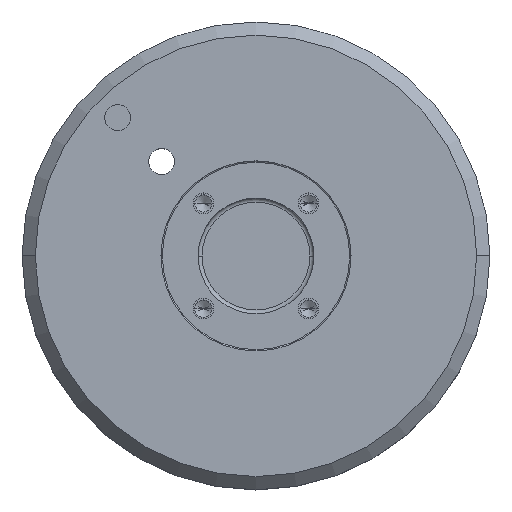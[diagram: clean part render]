
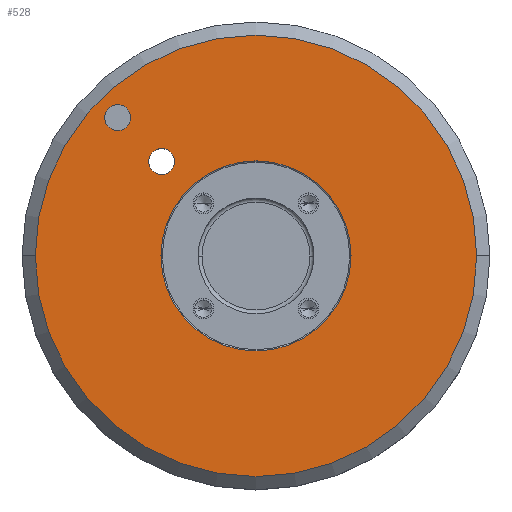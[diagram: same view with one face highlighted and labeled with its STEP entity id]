
A CAD part, top view. The second image highlights one B-rep face of the part: STEP entity #528.
In plain terms, the highlighted planar face has unit normal (0, 0, 1).
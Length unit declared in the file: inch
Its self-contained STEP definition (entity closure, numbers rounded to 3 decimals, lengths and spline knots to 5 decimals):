
#12 = CARTESIAN_POINT ( 'NONE',  ( -1.67, 0., 0.827 ) ) ;
#33 = CARTESIAN_POINT ( 'NONE',  ( -0.61575, 0.71418, 0.827 ) ) ;
#79 = DIRECTION ( 'NONE',  ( 1., 0., 0. ) ) ;
#204 = CARTESIAN_POINT ( 'NONE',  ( 1.67, 0., 0.827 ) ) ;
#213 = FACE_BOUND ( 'NONE', #2036, .T. ) ;
#253 = DIRECTION ( 'NONE',  ( 0., 0., 1. ) ) ;
#312 = EDGE_CURVE ( 'NONE', #1376, #1798, #1737, .T. ) ;
#364 = EDGE_CURVE ( 'NONE', #2575, #646, #2047, .T. ) ;
#369 = CARTESIAN_POINT ( 'NONE',  ( 0., 0., 0.827 ) ) ;
#372 = CIRCLE ( 'NONE', #763, 0.09843 ) ;
#386 = DIRECTION ( 'NONE',  ( 0., 0., 1. ) ) ;
#481 = EDGE_LOOP ( 'NONE', ( #513, #2488 ) ) ;
#513 = ORIENTED_EDGE ( 'NONE', *, *, #1021, .T. ) ;
#519 = CARTESIAN_POINT ( 'NONE',  ( -0.94809, 1.04652, 0.827 ) ) ;
#528 = ADVANCED_FACE ( 'NONE', ( #213, #907, #2606, #1877 ), #643, .F. ) ;
#535 = CARTESIAN_POINT ( 'NONE',  ( -0.71418, 0.71418, 0.827 ) ) ;
#575 = DIRECTION ( 'NONE',  ( 0., 0., 1. ) ) ;
#643 = PLANE ( 'NONE',  #1902 ) ;
#646 = VERTEX_POINT ( 'NONE', #1596 ) ;
#696 = CIRCLE ( 'NONE', #2915, 0.09843 ) ;
#724 = ORIENTED_EDGE ( 'NONE', *, *, #1186, .F. ) ;
#763 = AXIS2_PLACEMENT_3D ( 'NONE', #876, #2368, #1875 ) ;
#834 = DIRECTION ( 'NONE',  ( 0., 0., 1. ) ) ;
#876 = CARTESIAN_POINT ( 'NONE',  ( -1.04652, 1.04652, 0.827 ) ) ;
#890 = VERTEX_POINT ( 'NONE', #12 ) ;
#907 = FACE_BOUND ( 'NONE', #2425, .T. ) ;
#912 = CARTESIAN_POINT ( 'NONE',  ( 0., 0., 0.827 ) ) ;
#940 = CIRCLE ( 'NONE', #1886, 1.67 ) ;
#949 = AXIS2_PLACEMENT_3D ( 'NONE', #1449, #2654, #2207 ) ;
#951 = EDGE_CURVE ( 'NONE', #1570, #2726, #2518, .T. ) ;
#952 = CARTESIAN_POINT ( 'NONE',  ( -1.77, 0., 0.827 ) ) ;
#975 = AXIS2_PLACEMENT_3D ( 'NONE', #369, #834, #1603 ) ;
#1021 = EDGE_CURVE ( 'NONE', #890, #1078, #2965, .T. ) ;
#1038 = AXIS2_PLACEMENT_3D ( 'NONE', #1945, #1395, #3104 ) ;
#1078 = VERTEX_POINT ( 'NONE', #204 ) ;
#1127 = EDGE_CURVE ( 'NONE', #1078, #890, #940, .T. ) ;
#1155 = ORIENTED_EDGE ( 'NONE', *, *, #951, .F. ) ;
#1186 = EDGE_CURVE ( 'NONE', #2726, #1570, #696, .T. ) ;
#1263 = DIRECTION ( 'NONE',  ( 0., 0., -1. ) ) ;
#1277 = CARTESIAN_POINT ( 'NONE',  ( 0., 0., 0.827 ) ) ;
#1376 = VERTEX_POINT ( 'NONE', #2427 ) ;
#1395 = DIRECTION ( 'NONE',  ( 0., 0., 1. ) ) ;
#1442 = DIRECTION ( 'NONE',  ( -1., 0., 0. ) ) ;
#1449 = CARTESIAN_POINT ( 'NONE',  ( -0.71418, 0.71418, 0.827 ) ) ;
#1468 = AXIS2_PLACEMENT_3D ( 'NONE', #2526, #386, #2792 ) ;
#1570 = VERTEX_POINT ( 'NONE', #2960 ) ;
#1596 = CARTESIAN_POINT ( 'NONE',  ( 0.719, 0., 0.827 ) ) ;
#1603 = DIRECTION ( 'NONE',  ( 1., 0., 0. ) ) ;
#1610 = EDGE_LOOP ( 'NONE', ( #1620, #2371 ) ) ;
#1620 = ORIENTED_EDGE ( 'NONE', *, *, #1668, .F. ) ;
#1668 = EDGE_CURVE ( 'NONE', #646, #2575, #2997, .T. ) ;
#1737 = CIRCLE ( 'NONE', #1468, 0.09843 ) ;
#1779 = DIRECTION ( 'NONE',  ( 1., 0., 0. ) ) ;
#1798 = VERTEX_POINT ( 'NONE', #519 ) ;
#1875 = DIRECTION ( 'NONE',  ( 1., 0., 0. ) ) ;
#1877 = FACE_BOUND ( 'NONE', #1610, .T. ) ;
#1886 = AXIS2_PLACEMENT_3D ( 'NONE', #912, #3116, #1918 ) ;
#1902 = AXIS2_PLACEMENT_3D ( 'NONE', #952, #1263, #1442 ) ;
#1918 = DIRECTION ( 'NONE',  ( -1., 0., 0. ) ) ;
#1945 = CARTESIAN_POINT ( 'NONE',  ( 0., 0., 0.827 ) ) ;
#2036 = EDGE_LOOP ( 'NONE', ( #2592, #2311 ) ) ;
#2047 = CIRCLE ( 'NONE', #2768, 0.719 ) ;
#2207 = DIRECTION ( 'NONE',  ( 1., 0., 0. ) ) ;
#2311 = ORIENTED_EDGE ( 'NONE', *, *, #312, .F. ) ;
#2368 = DIRECTION ( 'NONE',  ( 0., 0., 1. ) ) ;
#2371 = ORIENTED_EDGE ( 'NONE', *, *, #364, .F. ) ;
#2425 = EDGE_LOOP ( 'NONE', ( #724, #1155 ) ) ;
#2427 = CARTESIAN_POINT ( 'NONE',  ( -1.14494, 1.04652, 0.827 ) ) ;
#2488 = ORIENTED_EDGE ( 'NONE', *, *, #1127, .T. ) ;
#2518 = CIRCLE ( 'NONE', #949, 0.09843 ) ;
#2526 = CARTESIAN_POINT ( 'NONE',  ( -1.04652, 1.04652, 0.827 ) ) ;
#2575 = VERTEX_POINT ( 'NONE', #2840 ) ;
#2592 = ORIENTED_EDGE ( 'NONE', *, *, #3062, .F. ) ;
#2606 = FACE_OUTER_BOUND ( 'NONE', #481, .T. ) ;
#2654 = DIRECTION ( 'NONE',  ( 0., 0., 1. ) ) ;
#2726 = VERTEX_POINT ( 'NONE', #33 ) ;
#2768 = AXIS2_PLACEMENT_3D ( 'NONE', #1277, #575, #79 ) ;
#2792 = DIRECTION ( 'NONE',  ( 1., 0., 0. ) ) ;
#2840 = CARTESIAN_POINT ( 'NONE',  ( -0.719, 0., 0.827 ) ) ;
#2915 = AXIS2_PLACEMENT_3D ( 'NONE', #535, #253, #1779 ) ;
#2960 = CARTESIAN_POINT ( 'NONE',  ( -0.8126, 0.71418, 0.827 ) ) ;
#2965 = CIRCLE ( 'NONE', #1038, 1.67 ) ;
#2997 = CIRCLE ( 'NONE', #975, 0.719 ) ;
#3062 = EDGE_CURVE ( 'NONE', #1798, #1376, #372, .T. ) ;
#3104 = DIRECTION ( 'NONE',  ( -1., 0., 0. ) ) ;
#3116 = DIRECTION ( 'NONE',  ( 0., 0., 1. ) ) ;
